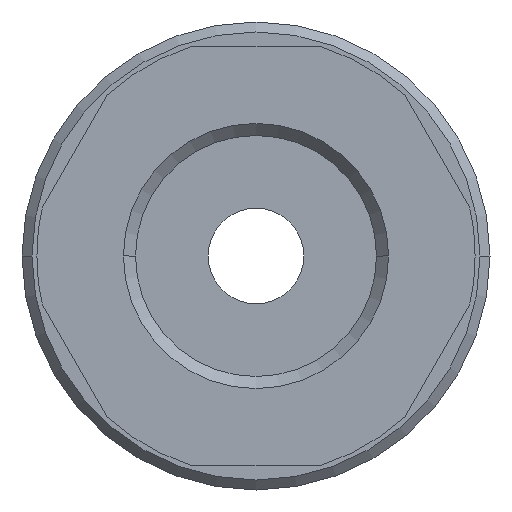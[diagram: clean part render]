
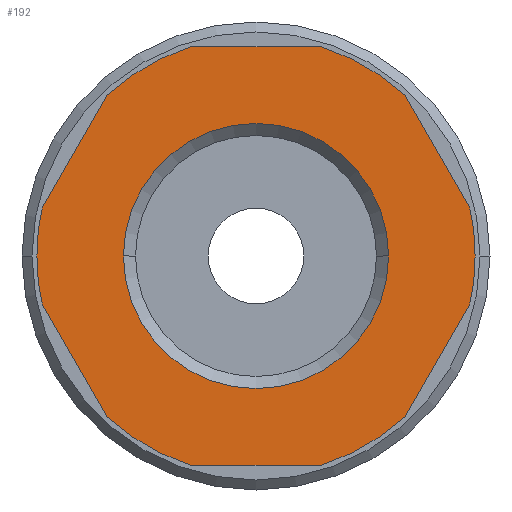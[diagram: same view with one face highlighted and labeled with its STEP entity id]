
A CAD part, front view. The second image highlights one B-rep face of the part: STEP entity #192.
In plain terms, the highlighted planar face has unit normal (0, -1, 0).
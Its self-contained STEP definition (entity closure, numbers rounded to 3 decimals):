
#192=ADVANCED_FACE('',(#482,#483),#484,.T.);
#482=FACE_BOUND('',#877,.T.);
#483=FACE_OUTER_BOUND('',#878,.T.);
#484=PLANE('',#879);
#877=EDGE_LOOP('',(#1378,#1379));
#878=EDGE_LOOP('',(#1380,#1381,#1382,#1383,#1384,#1385,#1386,#1387,#1388,#1389,#1390,#1391,#1392,#1393));
#879=AXIS2_PLACEMENT_3D('',#1394,#1395,#1396);
#1378=ORIENTED_EDGE('',*,*,#2327,.T.);
#1379=ORIENTED_EDGE('',*,*,#2328,.T.);
#1380=ORIENTED_EDGE('',*,*,#2329,.F.);
#1381=ORIENTED_EDGE('',*,*,#2330,.F.);
#1382=ORIENTED_EDGE('',*,*,#2304,.F.);
#1383=ORIENTED_EDGE('',*,*,#2331,.F.);
#1384=ORIENTED_EDGE('',*,*,#2332,.F.);
#1385=ORIENTED_EDGE('',*,*,#2333,.F.);
#1386=ORIENTED_EDGE('',*,*,#2334,.F.);
#1387=ORIENTED_EDGE('',*,*,#2335,.F.);
#1388=ORIENTED_EDGE('',*,*,#2336,.F.);
#1389=ORIENTED_EDGE('',*,*,#2337,.F.);
#1390=ORIENTED_EDGE('',*,*,#2338,.F.);
#1391=ORIENTED_EDGE('',*,*,#2339,.F.);
#1392=ORIENTED_EDGE('',*,*,#2340,.F.);
#1393=ORIENTED_EDGE('',*,*,#2341,.F.);
#1394=CARTESIAN_POINT('',(5.5,0.0,0.0));
#1395=DIRECTION('',(-0.0,-1.0,-0.0));
#1396=DIRECTION('',(-1.0,0.0,0.0));
#2304=EDGE_CURVE('',#2749,#2751,#2752,.T.);
#2327=EDGE_CURVE('',#2788,#2789,#2790,.T.);
#2328=EDGE_CURVE('',#2789,#2788,#2791,.T.);
#2329=EDGE_CURVE('',#2792,#2793,#2794,.T.);
#2330=EDGE_CURVE('',#2751,#2792,#2795,.T.);
#2331=EDGE_CURVE('',#2796,#2749,#2797,.T.);
#2332=EDGE_CURVE('',#2798,#2796,#2799,.T.);
#2333=EDGE_CURVE('',#2800,#2798,#2801,.T.);
#2334=EDGE_CURVE('',#2802,#2800,#2803,.T.);
#2335=EDGE_CURVE('',#2804,#2802,#2805,.T.);
#2336=EDGE_CURVE('',#2806,#2804,#2807,.T.);
#2337=EDGE_CURVE('',#2808,#2806,#2809,.T.);
#2338=EDGE_CURVE('',#2810,#2808,#2811,.T.);
#2339=EDGE_CURVE('',#2812,#2810,#2813,.T.);
#2340=EDGE_CURVE('',#2814,#2812,#2815,.T.);
#2341=EDGE_CURVE('',#2793,#2814,#2816,.T.);
#2749=VERTEX_POINT('',#3373);
#2751=VERTEX_POINT('',#3376);
#2752=LINE('',#3377,#3378);
#2788=VERTEX_POINT('',#3442);
#2789=VERTEX_POINT('',#3443);
#2790=CIRCLE('',#3444,6.655);
#2791=CIRCLE('',#3445,6.655);
#2792=VERTEX_POINT('',#3446);
#2793=VERTEX_POINT('',#3447);
#2794=LINE('',#3448,#3449);
#2795=CIRCLE('',#3450,11.0);
#2796=VERTEX_POINT('',#3451);
#2797=CIRCLE('',#3452,11.0);
#2798=VERTEX_POINT('',#3453);
#2799=LINE('',#3454,#3455);
#2800=VERTEX_POINT('',#3456);
#2801=CIRCLE('',#3457,11.0);
#2802=VERTEX_POINT('',#3458);
#2803=CIRCLE('',#3459,11.0);
#2804=VERTEX_POINT('',#3460);
#2805=LINE('',#3461,#3462);
#2806=VERTEX_POINT('',#3463);
#2807=CIRCLE('',#3464,11.0);
#2808=VERTEX_POINT('',#3465);
#2809=LINE('',#3466,#3467);
#2810=VERTEX_POINT('',#3468);
#2811=CIRCLE('',#3469,11.0);
#2812=VERTEX_POINT('',#3470);
#2813=LINE('',#3471,#3472);
#2814=VERTEX_POINT('',#3473);
#2815=CIRCLE('',#3474,11.0);
#2816=CIRCLE('',#3475,11.0);
#3373=CARTESIAN_POINT('',(3.279,0.0,-10.5));
#3376=CARTESIAN_POINT('',(-3.279,0.0,-10.5));
#3377=CARTESIAN_POINT('',(2.75,0.0,-10.5));
#3378=VECTOR('',#4196,1.0);
#3442=CARTESIAN_POINT('',(-6.655,0.0,0.));
#3443=CARTESIAN_POINT('',(6.655,0.0,0.));
#3444=AXIS2_PLACEMENT_3D('',#4233,#4234,#4235);
#3445=AXIS2_PLACEMENT_3D('',#4236,#4237,#4238);
#3446=CARTESIAN_POINT('',(-7.454,0.0,-8.089));
#3447=CARTESIAN_POINT('',(-10.733,0.0,-2.411));
#3448=CARTESIAN_POINT('',(-8.406,0.0,-6.441));
#3449=VECTOR('',#4239,1.0);
#3450=AXIS2_PLACEMENT_3D('',#4240,#4241,#4242);
#3451=CARTESIAN_POINT('',(7.454,0.0,-8.089));
#3452=AXIS2_PLACEMENT_3D('',#4243,#4244,#4245);
#3453=CARTESIAN_POINT('',(10.733,0.0,-2.411));
#3454=CARTESIAN_POINT('',(9.781,0.0,-4.059));
#3455=VECTOR('',#4246,1.0);
#3456=CARTESIAN_POINT('',(11.0,0.0,0.));
#3457=AXIS2_PLACEMENT_3D('',#4247,#4248,#4249);
#3458=CARTESIAN_POINT('',(10.733,0.0,2.411));
#3459=AXIS2_PLACEMENT_3D('',#4250,#4251,#4252);
#3460=CARTESIAN_POINT('',(7.454,0.0,8.089));
#3461=CARTESIAN_POINT('',(9.781,0.0,4.059));
#3462=VECTOR('',#4253,1.0);
#3463=CARTESIAN_POINT('',(3.279,0.0,10.5));
#3464=AXIS2_PLACEMENT_3D('',#4254,#4255,#4256);
#3465=CARTESIAN_POINT('',(-3.279,0.0,10.5));
#3466=CARTESIAN_POINT('',(2.75,0.0,10.5));
#3467=VECTOR('',#4257,1.0);
#3468=CARTESIAN_POINT('',(-7.454,0.0,8.089));
#3469=AXIS2_PLACEMENT_3D('',#4258,#4259,#4260);
#3470=CARTESIAN_POINT('',(-10.733,0.0,2.411));
#3471=CARTESIAN_POINT('',(-8.406,0.0,6.441));
#3472=VECTOR('',#4261,1.0);
#3473=CARTESIAN_POINT('',(-11.0,0.0,0.));
#3474=AXIS2_PLACEMENT_3D('',#4262,#4263,#4264);
#3475=AXIS2_PLACEMENT_3D('',#4265,#4266,#4267);
#4196=DIRECTION('',(-1.0,0.0,0.0));
#4233=CARTESIAN_POINT('',(0.0,0.0,0.0));
#4234=DIRECTION('',(-0.0,1.0,0.0));
#4235=DIRECTION('',(1.0,0.0,0.0));
#4236=CARTESIAN_POINT('',(0.0,0.0,0.0));
#4237=DIRECTION('',(-0.0,1.0,0.0));
#4238=DIRECTION('',(1.0,0.0,0.0));
#4239=DIRECTION('',(-0.5,0.0,0.866));
#4240=CARTESIAN_POINT('',(0.0,0.0,0.0));
#4241=DIRECTION('',(-0.0,1.0,0.0));
#4242=DIRECTION('',(1.0,0.0,0.0));
#4243=CARTESIAN_POINT('',(0.0,0.0,0.0));
#4244=DIRECTION('',(-0.0,1.0,0.0));
#4245=DIRECTION('',(1.0,0.0,0.0));
#4246=DIRECTION('',(-0.5,0.0,-0.866));
#4247=CARTESIAN_POINT('',(0.0,0.0,0.0));
#4248=DIRECTION('',(-0.0,1.0,0.0));
#4249=DIRECTION('',(1.0,0.0,0.0));
#4250=CARTESIAN_POINT('',(0.0,0.0,0.0));
#4251=DIRECTION('',(-0.0,1.0,0.0));
#4252=DIRECTION('',(1.0,0.0,0.0));
#4253=DIRECTION('',(0.5,0.0,-0.866));
#4254=CARTESIAN_POINT('',(0.0,0.0,0.0));
#4255=DIRECTION('',(-0.0,1.0,0.0));
#4256=DIRECTION('',(1.0,0.0,0.0));
#4257=DIRECTION('',(1.0,-0.0,0.));
#4258=CARTESIAN_POINT('',(0.0,0.0,0.0));
#4259=DIRECTION('',(-0.0,1.0,0.0));
#4260=DIRECTION('',(1.0,0.0,0.0));
#4261=DIRECTION('',(0.5,-0.0,0.866));
#4262=CARTESIAN_POINT('',(0.0,0.0,0.0));
#4263=DIRECTION('',(-0.0,1.0,0.0));
#4264=DIRECTION('',(1.0,0.0,0.0));
#4265=CARTESIAN_POINT('',(0.0,0.0,0.0));
#4266=DIRECTION('',(-0.0,1.0,0.0));
#4267=DIRECTION('',(1.0,0.0,0.0));
